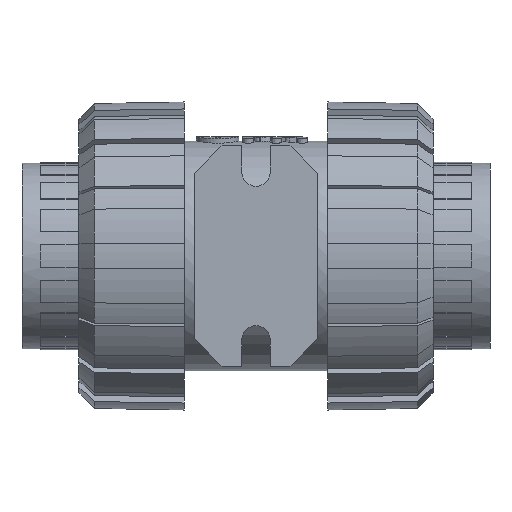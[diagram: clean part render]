
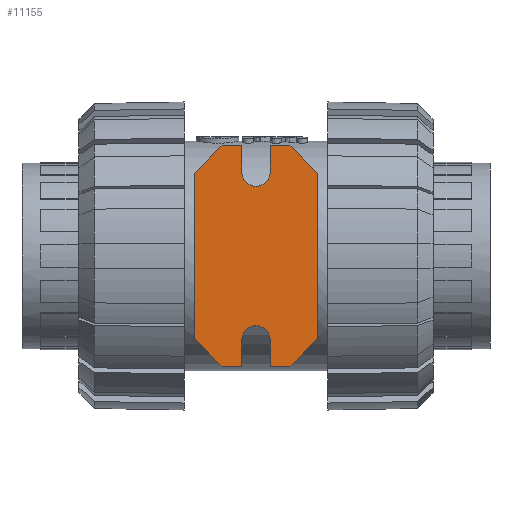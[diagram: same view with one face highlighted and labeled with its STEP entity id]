
A CAD part, front view. The second image highlights one B-rep face of the part: STEP entity #11155.
In plain terms, the highlighted planar face has unit normal (0, -1, 0).
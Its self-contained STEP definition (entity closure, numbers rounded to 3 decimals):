
#946=PLANE('',#12226);
#1519=FACE_OUTER_BOUND('',#2124,.T.);
#2124=EDGE_LOOP('',(#10329,#10330,#10331,#10332,#10333,#10334,#10335,#10336,
#10337,#10338,#10339,#10340,#10341,#10342,#10343,#10344));
#2935=LINE('',#19860,#3814);
#2987=LINE('',#19975,#3866);
#2989=LINE('',#19979,#3868);
#2991=LINE('',#19983,#3870);
#2994=LINE('',#19991,#3873);
#2996=LINE('',#19995,#3875);
#2998=LINE('',#19999,#3877);
#3000=LINE('',#20003,#3879);
#3002=LINE('',#20007,#3881);
#3004=LINE('',#20011,#3883);
#3006=LINE('',#20015,#3885);
#3009=LINE('',#20023,#3888);
#3011=LINE('',#20027,#3890);
#3012=LINE('',#20029,#3891);
#3814=VECTOR('',#14957,1.);
#3866=VECTOR('',#15065,1.);
#3868=VECTOR('',#15069,1.);
#3870=VECTOR('',#15073,1.);
#3873=VECTOR('',#15082,1.);
#3875=VECTOR('',#15086,1.);
#3877=VECTOR('',#15090,1.);
#3879=VECTOR('',#15094,1.);
#3881=VECTOR('',#15098,1.);
#3883=VECTOR('',#15102,1.);
#3885=VECTOR('',#15106,1.);
#3888=VECTOR('',#15115,1.);
#3890=VECTOR('',#15119,1.);
#3891=VECTOR('',#15122,1.);
#4380=CIRCLE('',#12213,3.2);
#4381=CIRCLE('',#12222,3.2);
#5435=VERTEX_POINT('',#19857);
#5436=VERTEX_POINT('',#19859);
#5471=VERTEX_POINT('',#19973);
#5472=VERTEX_POINT('',#19977);
#5473=VERTEX_POINT('',#19981);
#5474=VERTEX_POINT('',#19985);
#5475=VERTEX_POINT('',#19989);
#5476=VERTEX_POINT('',#19993);
#5477=VERTEX_POINT('',#19997);
#5478=VERTEX_POINT('',#20001);
#5479=VERTEX_POINT('',#20005);
#5480=VERTEX_POINT('',#20009);
#5481=VERTEX_POINT('',#20013);
#5482=VERTEX_POINT('',#20017);
#5483=VERTEX_POINT('',#20021);
#5484=VERTEX_POINT('',#20025);
#7040=EDGE_CURVE('',#5436,#5435,#2935,.T.);
#7098=EDGE_CURVE('',#5435,#5471,#2987,.T.);
#7100=EDGE_CURVE('',#5471,#5472,#2989,.T.);
#7102=EDGE_CURVE('',#5472,#5473,#2991,.T.);
#7104=EDGE_CURVE('',#5473,#5474,#4380,.T.);
#7106=EDGE_CURVE('',#5474,#5475,#2994,.T.);
#7108=EDGE_CURVE('',#5475,#5476,#2996,.T.);
#7110=EDGE_CURVE('',#5476,#5477,#2998,.T.);
#7112=EDGE_CURVE('',#5477,#5478,#3000,.T.);
#7114=EDGE_CURVE('',#5478,#5479,#3002,.T.);
#7116=EDGE_CURVE('',#5479,#5480,#3004,.T.);
#7118=EDGE_CURVE('',#5480,#5481,#3006,.T.);
#7120=EDGE_CURVE('',#5481,#5482,#4381,.T.);
#7122=EDGE_CURVE('',#5482,#5483,#3009,.T.);
#7124=EDGE_CURVE('',#5483,#5484,#3011,.T.);
#7125=EDGE_CURVE('',#5484,#5436,#3012,.T.);
#10329=ORIENTED_EDGE('',*,*,#7040,.T.);
#10330=ORIENTED_EDGE('',*,*,#7098,.T.);
#10331=ORIENTED_EDGE('',*,*,#7100,.T.);
#10332=ORIENTED_EDGE('',*,*,#7102,.T.);
#10333=ORIENTED_EDGE('',*,*,#7104,.T.);
#10334=ORIENTED_EDGE('',*,*,#7106,.T.);
#10335=ORIENTED_EDGE('',*,*,#7108,.T.);
#10336=ORIENTED_EDGE('',*,*,#7110,.T.);
#10337=ORIENTED_EDGE('',*,*,#7112,.T.);
#10338=ORIENTED_EDGE('',*,*,#7114,.T.);
#10339=ORIENTED_EDGE('',*,*,#7116,.T.);
#10340=ORIENTED_EDGE('',*,*,#7118,.T.);
#10341=ORIENTED_EDGE('',*,*,#7120,.T.);
#10342=ORIENTED_EDGE('',*,*,#7122,.T.);
#10343=ORIENTED_EDGE('',*,*,#7124,.T.);
#10344=ORIENTED_EDGE('',*,*,#7125,.T.);
#11155=ADVANCED_FACE('',(#1519),#946,.F.);
#12213=AXIS2_PLACEMENT_3D('',#19987,#15077,#15078);
#12222=AXIS2_PLACEMENT_3D('',#20019,#15110,#15111);
#12226=AXIS2_PLACEMENT_3D('',#20030,#15123,#15124);
#14957=DIRECTION('',(0.,0.,-1.));
#15065=DIRECTION('',(0.707,0.,-0.707));
#15069=DIRECTION('',(1.,0.,0.));
#15073=DIRECTION('',(0.,0.,1.));
#15077=DIRECTION('center_axis',(0.,1.,0.));
#15078=DIRECTION('ref_axis',(-1.,0.,0.));
#15082=DIRECTION('',(0.,0.,-1.));
#15086=DIRECTION('',(1.,0.,0.));
#15090=DIRECTION('',(0.707,0.,0.707));
#15094=DIRECTION('',(0.,0.,1.));
#15098=DIRECTION('',(-0.707,0.,0.707));
#15102=DIRECTION('',(-1.,0.,0.));
#15106=DIRECTION('',(0.,0.,-1.));
#15110=DIRECTION('center_axis',(0.,1.,0.));
#15111=DIRECTION('ref_axis',(1.,0.,0.));
#15115=DIRECTION('',(0.,0.,1.));
#15119=DIRECTION('',(-1.,0.,0.));
#15122=DIRECTION('',(-0.707,0.,-0.707));
#15123=DIRECTION('center_axis',(0.,1.,0.));
#15124=DIRECTION('ref_axis',(1.,0.,0.));
#19857=CARTESIAN_POINT('',(-14.,-43.,-18.7));
#19859=CARTESIAN_POINT('',(-14.,-43.,18.7));
#19860=CARTESIAN_POINT('',(-14.,-43.,0.));
#19973=CARTESIAN_POINT('',(-7.7,-43.,-25.));
#19975=CARTESIAN_POINT('',(-14.,-43.,-18.7));
#19977=CARTESIAN_POINT('',(-3.2,-43.,-25.));
#19979=CARTESIAN_POINT('',(-7.7,-43.,-25.));
#19981=CARTESIAN_POINT('',(-3.2,-43.,-19.));
#19983=CARTESIAN_POINT('',(-3.2,-43.,-25.));
#19985=CARTESIAN_POINT('',(3.2,-43.,-19.));
#19987=CARTESIAN_POINT('Origin',(0.,-43.,-19.));
#19989=CARTESIAN_POINT('',(3.2,-43.,-25.));
#19991=CARTESIAN_POINT('',(3.2,-43.,-19.));
#19993=CARTESIAN_POINT('',(7.7,-43.,-25.));
#19995=CARTESIAN_POINT('',(3.2,-43.,-25.));
#19997=CARTESIAN_POINT('',(14.,-43.,-18.7));
#19999=CARTESIAN_POINT('',(7.7,-43.,-25.));
#20001=CARTESIAN_POINT('',(14.,-43.,18.7));
#20003=CARTESIAN_POINT('',(14.,-43.,-18.7));
#20005=CARTESIAN_POINT('',(7.7,-43.,25.));
#20007=CARTESIAN_POINT('',(14.,-43.,18.7));
#20009=CARTESIAN_POINT('',(3.2,-43.,25.));
#20011=CARTESIAN_POINT('',(7.7,-43.,25.));
#20013=CARTESIAN_POINT('',(3.2,-43.,19.));
#20015=CARTESIAN_POINT('',(3.2,-43.,25.));
#20017=CARTESIAN_POINT('',(-3.2,-43.,19.));
#20019=CARTESIAN_POINT('Origin',(0.,-43.,19.));
#20021=CARTESIAN_POINT('',(-3.2,-43.,25.));
#20023=CARTESIAN_POINT('',(-3.2,-43.,19.));
#20025=CARTESIAN_POINT('',(-7.7,-43.,25.));
#20027=CARTESIAN_POINT('',(-3.2,-43.,25.));
#20029=CARTESIAN_POINT('',(-7.7,-43.,25.));
#20030=CARTESIAN_POINT('Origin',(0.,-43.,0.));
